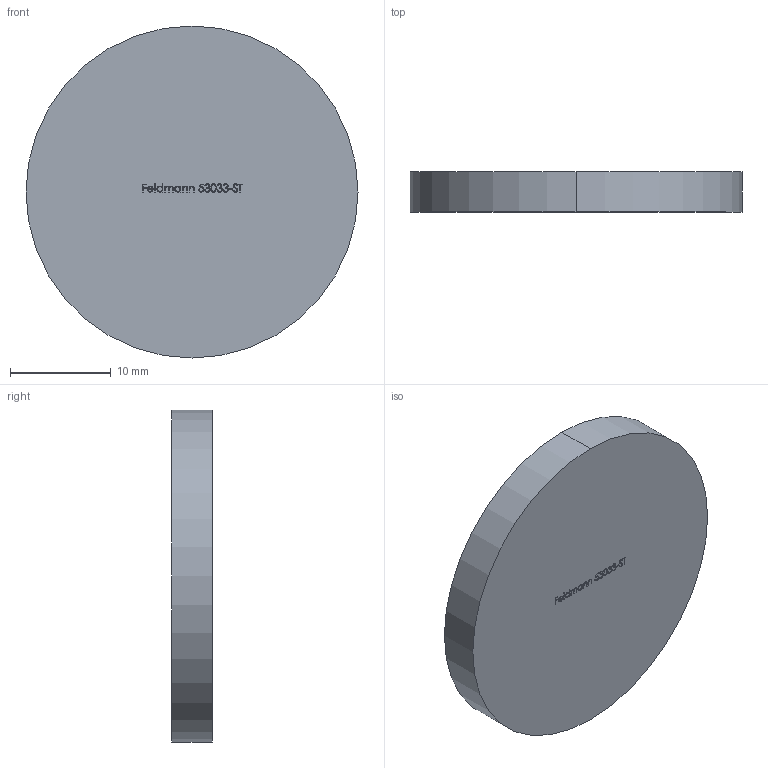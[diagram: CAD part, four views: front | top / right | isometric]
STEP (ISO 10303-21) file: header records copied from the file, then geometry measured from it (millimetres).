
FILE_DESCRIPTION (( 'STEP AP203' ), '1' );
FILE_NAME ('53033-ST.step', '2019-04-03T11:38:26', ( '' ), ( '' ), 'SwSTEP 2.0', 'SolidWorks 2015', '' );
FILE_SCHEMA (( 'CONFIG_CONTROL_DESIGN' ));
Length unit declared in the file: millimetre
Products named in the file (1): 53033-ST
Bounding box: 33 x 4 x 33 mm (x, y, z)
Volume: 3421 mm3; surface area: 2130.7 mm2
Topology: 1 solids, 1 shells, 229 faces, 621 edges, 414 vertices
Faces by surface type: bspline 122, plane 105, cylinder 2
Entity records: 13332 total; most frequent: CARTESIAN_POINT 8315, ORIENTED_EDGE 1242, EDGE_CURVE 621, DIRECTION 597, VERTEX_POINT 414, LINE 373, VECTOR 373, EDGE_LOOP 249
